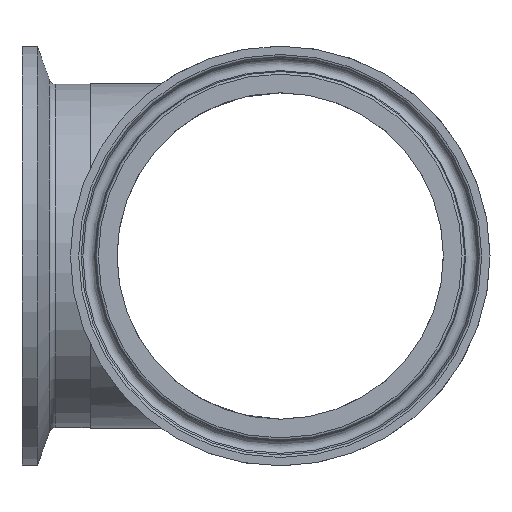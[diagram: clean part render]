
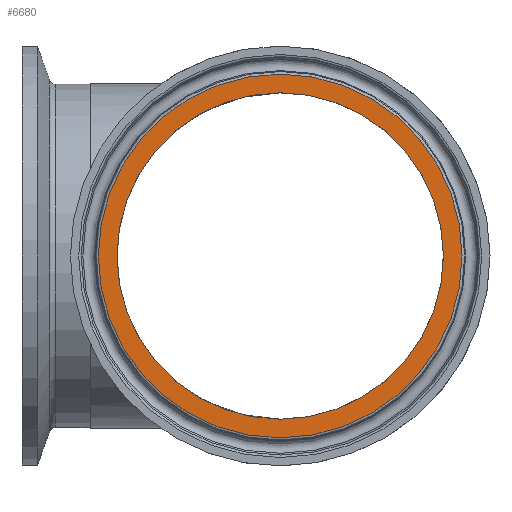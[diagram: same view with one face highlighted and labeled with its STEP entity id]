
A CAD part, left-side view. The second image highlights one B-rep face of the part: STEP entity #6680.
In plain terms, the highlighted planar face has unit normal (-1, 0, 0).
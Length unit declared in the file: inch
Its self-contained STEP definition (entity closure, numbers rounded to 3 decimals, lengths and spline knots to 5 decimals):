
#136=FACE_BOUND('',#1272,.T.);
#137=FACE_BOUND('',#1273,.T.);
#301=PLANE('',#7073);
#1272=EDGE_LOOP('',(#6147));
#1273=EDGE_LOOP('',(#6148));
#2312=CIRCLE('',#7063,1.185);
#2316=CIRCLE('',#7070,1.32066);
#3301=VERTEX_POINT('',#14565);
#3305=VERTEX_POINT('',#14576);
#4256=EDGE_CURVE('',#3301,#3301,#2312,.T.);
#4260=EDGE_CURVE('',#3305,#3305,#2316,.T.);
#6147=ORIENTED_EDGE('',*,*,#4256,.T.);
#6148=ORIENTED_EDGE('',*,*,#4260,.F.);
#6680=ADVANCED_FACE('',(#136,#137),#301,.T.);
#7063=AXIS2_PLACEMENT_3D('',#14566,#8260,#8261);
#7070=AXIS2_PLACEMENT_3D('',#14577,#8274,#8275);
#7073=AXIS2_PLACEMENT_3D('',#14581,#8280,#8281);
#8260=DIRECTION('center_axis',(1.,0.,0.));
#8261=DIRECTION('ref_axis',(0.,0.,-1.));
#8274=DIRECTION('center_axis',(1.,0.,0.));
#8275=DIRECTION('ref_axis',(0.,-1.,0.));
#8280=DIRECTION('center_axis',(-1.,0.,0.));
#8281=DIRECTION('ref_axis',(0.,0.,1.));
#14565=CARTESIAN_POINT('',(0.,1.185,0.));
#14566=CARTESIAN_POINT('Origin',(0.,0.,0.));
#14576=CARTESIAN_POINT('',(0.,1.32066,0.));
#14577=CARTESIAN_POINT('Origin',(0.,0.,0.));
#14581=CARTESIAN_POINT('Origin',(0.,1.33466,0.));
